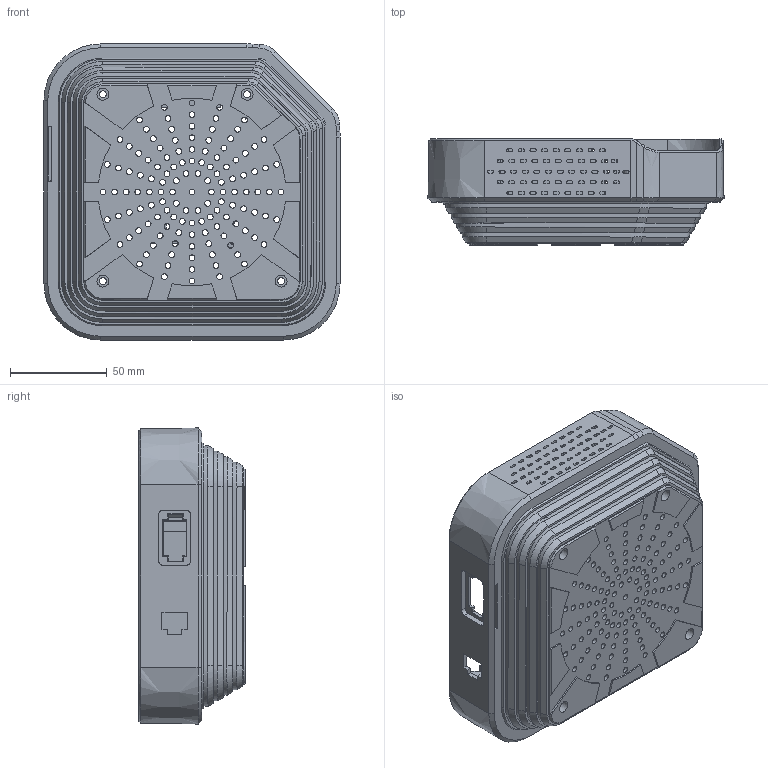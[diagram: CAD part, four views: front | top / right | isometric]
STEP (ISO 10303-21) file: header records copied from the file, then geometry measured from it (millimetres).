
FILE_DESCRIPTION(/* description */ ('Unknown'),/* implementation_level */ '2;1');
FILE_NAME(/* name */ 'base foot part_SOLIDS',/* time_stamp */ '2021-03-24T22:45:49+07:00',/* author */ ('Unknown'),/* organization */ ('Unknown'),/* preprocessor_version */ 'ST-DEVELOPER v16.7',/* originating_system */ 'DEX',/* authorisation */ $);
FILE_SCHEMA (('AUTOMOTIVE_DESIGN {1 0 10303 214 3 1 1}'));
Products named in the file (1): base foot part_SOLIDS
Bounding box: 152.89 x 54.8 x 152.89 mm (x, y, z)
Volume: 24419.1 mm3; surface area: 129315.6 mm2
Topology: 1 solids, 2 shells, 1815 faces, 5370 edges, 3555 vertices
Faces by surface type: plane 1119, cylinder 614, bspline 49, cone 33
Full cylindrical faces by diameter (mm): 2.4 x4, 3 x131, 3.5 x4, 4.3 x4, 6 x3, 6.2 x8, 8.5 x2
Entity records: 70950 total; most frequent: CARTESIAN_POINT 21693, ORIENTED_EDGE 10270, DIRECTION 9882, EDGE_CURVE 5135, VERTEX_POINT 3503, LINE 3480, VECTOR 3480, AXIS2_PLACEMENT_3D 3201
